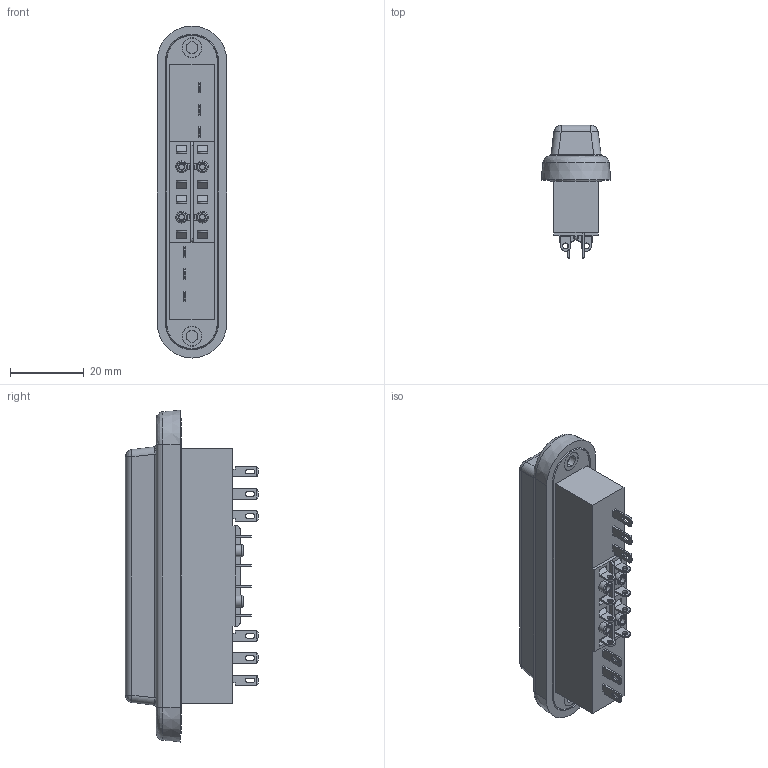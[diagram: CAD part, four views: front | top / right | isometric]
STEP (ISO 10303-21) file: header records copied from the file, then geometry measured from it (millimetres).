
FILE_DESCRIPTION (( 'STEP AP214' ), '1' );
FILE_NAME ('OUTSIDE-HE2B-M222P※.STEP', '2014-11-18T07:27:51', ( 'IDEC' ), ( '' ), 'SwSTEP 2.0', 'SolidWorks 2012', '' );
FILE_SCHEMA (( 'AUTOMOTIVE_DESIGN' ));
Length unit declared in the file: millimetre
Products named in the file (3): OUTSIDE-HE2B-COVER; OUTSIDE-HE2B-M222; OUTSIDE-HE2B-M222P※
Assembly tree (2 placements, depth 2):
  OUTSIDE-HE2B-M222P※
    OUTSIDE-HE2B-M222
    OUTSIDE-HE2B-COVER
Bounding box: 18.8 x 36 x 89.8 mm (x, y, z)
Volume: 27785.1 mm3; surface area: 18774.3 mm2
Topology: 2 solids, 2 shells, 495 faces, 1259 edges, 799 vertices
Faces by surface type: plane 301, cylinder 130, bspline 42, cone 22
Entity records: 16875 total; most frequent: CARTESIAN_POINT 4055, ORIENTED_EDGE 2510, DIRECTION 2420, EDGE_CURVE 1255, VECTOR 844, LINE 844, VERTEX_POINT 799, AXIS2_PLACEMENT_3D 788
